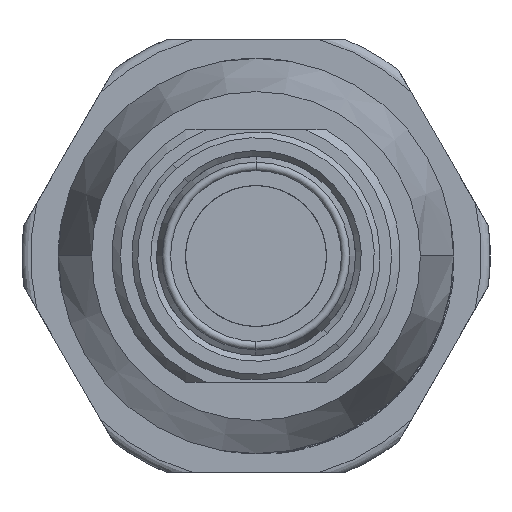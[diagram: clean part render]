
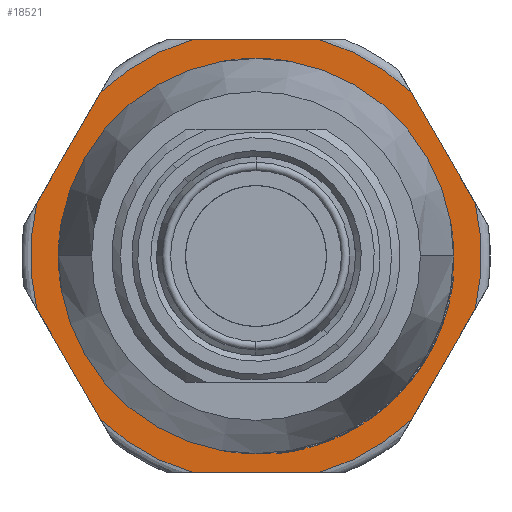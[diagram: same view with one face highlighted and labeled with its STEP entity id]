
A CAD part, left-side view. The second image highlights one B-rep face of the part: STEP entity #18521.
In plain terms, the highlighted planar face has unit normal (-1, 0, 0).
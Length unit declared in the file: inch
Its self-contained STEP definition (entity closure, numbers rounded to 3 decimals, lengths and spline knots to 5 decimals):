
#165 = LINE ( 'NONE', #15044, #7561 ) ;
#176 = CARTESIAN_POINT ( 'NONE',  ( 0.2997, 0., 0. ) ) ;
#385 = DIRECTION ( 'NONE',  ( 0., -0.5, 0.866 ) ) ;
#543 = DIRECTION ( 'NONE',  ( 0., -1., 0. ) ) ;
#565 = DIRECTION ( 'NONE',  ( 0., 0., 1. ) ) ;
#576 = AXIS2_PLACEMENT_3D ( 'NONE', #4322, #4451, #4258 ) ;
#780 = FACE_OUTER_BOUND ( 'NONE', #12568, .T. ) ;
#1017 = CARTESIAN_POINT ( 'NONE',  ( 0.2997, 0.38011, 0.09163 ) ) ;
#1184 = CARTESIAN_POINT ( 'NONE',  ( 0.2997, -0.3425, 0. ) ) ;
#1224 = CIRCLE ( 'NONE', #5289, 0.391 ) ;
#1275 = LINE ( 'NONE', #5521, #3359 ) ;
#1309 = VERTEX_POINT ( 'NONE', #8539 ) ;
#1539 = CARTESIAN_POINT ( 'NONE',  ( 0.2997, 0.32476, -0.1875 ) ) ;
#1608 = DIRECTION ( 'NONE',  ( 0., 0., 1. ) ) ;
#1705 = CARTESIAN_POINT ( 'NONE',  ( 0.2997, -0.11071, 0.375 ) ) ;
#2105 = EDGE_CURVE ( 'NONE', #4174, #2622, #17565, .T. ) ;
#2179 = DIRECTION ( 'NONE',  ( 1., 0., 0. ) ) ;
#2238 = CARTESIAN_POINT ( 'NONE',  ( 0.2997, 0.38011, -0.09163 ) ) ;
#2621 = LINE ( 'NONE', #1539, #3995 ) ;
#2622 = VERTEX_POINT ( 'NONE', #5095 ) ;
#2660 = PLANE ( 'NONE',  #13325 ) ;
#2703 = VERTEX_POINT ( 'NONE', #2238 ) ;
#3082 = CIRCLE ( 'NONE', #11402, 0.391 ) ;
#3088 = LINE ( 'NONE', #10090, #10944 ) ;
#3323 = EDGE_CURVE ( 'NONE', #2622, #7233, #3481, .T. ) ;
#3359 = VECTOR ( 'NONE', #11513, 39.37008 ) ;
#3448 = DIRECTION ( 'NONE',  ( -1., 0., 0. ) ) ;
#3481 = CIRCLE ( 'NONE', #10689, 0.391 ) ;
#3660 = CIRCLE ( 'NONE', #576, 0.391 ) ;
#3665 = VERTEX_POINT ( 'NONE', #3865 ) ;
#3865 = CARTESIAN_POINT ( 'NONE',  ( 0.2997, 0.3425, 0. ) ) ;
#3995 = VECTOR ( 'NONE', #5724, 39.37008 ) ;
#4103 = CARTESIAN_POINT ( 'NONE',  ( 0.2997, 0., 0. ) ) ;
#4174 = VERTEX_POINT ( 'NONE', #9960 ) ;
#4258 = DIRECTION ( 'NONE',  ( 0., 0., 1. ) ) ;
#4322 = CARTESIAN_POINT ( 'NONE',  ( 0.2997, 0., 0. ) ) ;
#4451 = DIRECTION ( 'NONE',  ( 1., 0., 0. ) ) ;
#4741 = VERTEX_POINT ( 'NONE', #8141 ) ;
#5095 = CARTESIAN_POINT ( 'NONE',  ( 0.2997, 0.11071, -0.375 ) ) ;
#5165 = VERTEX_POINT ( 'NONE', #10522 ) ;
#5289 = AXIS2_PLACEMENT_3D ( 'NONE', #17068, #14103, #12681 ) ;
#5521 = CARTESIAN_POINT ( 'NONE',  ( 0.2997, 0., 0.375 ) ) ;
#5545 = VERTEX_POINT ( 'NONE', #10501 ) ;
#5724 = DIRECTION ( 'NONE',  ( 0., 0.5, 0.866 ) ) ;
#6033 = ORIENTED_EDGE ( 'NONE', *, *, #3323, .F. ) ;
#6066 = VERTEX_POINT ( 'NONE', #15059 ) ;
#6165 = ORIENTED_EDGE ( 'NONE', *, *, #2105, .F. ) ;
#6195 = EDGE_CURVE ( 'NONE', #4741, #5545, #15253, .T. ) ;
#6300 = FACE_BOUND ( 'NONE', #7617, .T. ) ;
#6771 = CIRCLE ( 'NONE', #9984, 0.391 ) ;
#7017 = ORIENTED_EDGE ( 'NONE', *, *, #18433, .F. ) ;
#7204 = ORIENTED_EDGE ( 'NONE', *, *, #13501, .F. ) ;
#7233 = VERTEX_POINT ( 'NONE', #9124 ) ;
#7492 = CARTESIAN_POINT ( 'NONE',  ( 0.2997, 0., 0. ) ) ;
#7561 = VECTOR ( 'NONE', #385, 39.37008 ) ;
#7611 = VECTOR ( 'NONE', #12958, 39.37008 ) ;
#7616 = ORIENTED_EDGE ( 'NONE', *, *, #16232, .F. ) ;
#7617 = EDGE_LOOP ( 'NONE', ( #18377, #16128 ) ) ;
#7622 = EDGE_CURVE ( 'NONE', #3665, #18271, #18215, .T. ) ;
#7871 = VERTEX_POINT ( 'NONE', #1017 ) ;
#8141 = CARTESIAN_POINT ( 'NONE',  ( 0.2997, -0.26941, 0.28337 ) ) ;
#8266 = CIRCLE ( 'NONE', #12940, 0.3425 ) ;
#8472 = CARTESIAN_POINT ( 'NONE',  ( 0.2997, -0.23, 0. ) ) ;
#8539 = CARTESIAN_POINT ( 'NONE',  ( 0.2997, 0.11071, 0.375 ) ) ;
#8716 = DIRECTION ( 'NONE',  ( 1., 0., 0. ) ) ;
#9063 = EDGE_CURVE ( 'NONE', #6066, #1309, #3660, .T. ) ;
#9124 = CARTESIAN_POINT ( 'NONE',  ( 0.2997, 0.26941, -0.28337 ) ) ;
#9322 = CARTESIAN_POINT ( 'NONE',  ( 0.2997, 0., 0. ) ) ;
#9725 = ORIENTED_EDGE ( 'NONE', *, *, #19020, .F. ) ;
#9960 = CARTESIAN_POINT ( 'NONE',  ( 0.2997, -0.11071, -0.375 ) ) ;
#9984 = AXIS2_PLACEMENT_3D ( 'NONE', #4103, #14446, #16060 ) ;
#10090 = CARTESIAN_POINT ( 'NONE',  ( 0.2997, -0.32476, -0.1875 ) ) ;
#10176 = VECTOR ( 'NONE', #13197, 39.37008 ) ;
#10196 = AXIS2_PLACEMENT_3D ( 'NONE', #176, #10386, #10519 ) ;
#10291 = EDGE_CURVE ( 'NONE', #7871, #6066, #165, .T. ) ;
#10292 = DIRECTION ( 'NONE',  ( 0., 0.5, -0.866 ) ) ;
#10386 = DIRECTION ( 'NONE',  ( -1., 0., 0. ) ) ;
#10501 = CARTESIAN_POINT ( 'NONE',  ( 0.2997, -0.38011, 0.09163 ) ) ;
#10519 = DIRECTION ( 'NONE',  ( 0., -1., 0. ) ) ;
#10522 = CARTESIAN_POINT ( 'NONE',  ( 0.2997, -0.26941, -0.28337 ) ) ;
#10689 = AXIS2_PLACEMENT_3D ( 'NONE', #7492, #8716, #1608 ) ;
#10944 = VECTOR ( 'NONE', #10292, 39.37008 ) ;
#11055 = VERTEX_POINT ( 'NONE', #1705 ) ;
#11082 = EDGE_CURVE ( 'NONE', #18271, #3665, #8266, .T. ) ;
#11402 = AXIS2_PLACEMENT_3D ( 'NONE', #12740, #11481, #14345 ) ;
#11418 = DIRECTION ( 'NONE',  ( -1., 0., 0. ) ) ;
#11481 = DIRECTION ( 'NONE',  ( 1., 0., 0. ) ) ;
#11513 = DIRECTION ( 'NONE',  ( 0., -1., 0. ) ) ;
#12386 = CIRCLE ( 'NONE', #15813, 0.391 ) ;
#12547 = EDGE_CURVE ( 'NONE', #2703, #7871, #12386, .T. ) ;
#12568 = EDGE_LOOP ( 'NONE', ( #9725, #7204, #14358, #12864, #17336, #12700, #6033, #6165, #7017, #17260, #7616, #17760 ) ) ;
#12681 = DIRECTION ( 'NONE',  ( 0., 0., 1. ) ) ;
#12700 = ORIENTED_EDGE ( 'NONE', *, *, #18168, .F. ) ;
#12740 = CARTESIAN_POINT ( 'NONE',  ( 0.2997, 0., 0. ) ) ;
#12864 = ORIENTED_EDGE ( 'NONE', *, *, #10291, .F. ) ;
#12940 = AXIS2_PLACEMENT_3D ( 'NONE', #9322, #3448, #543 ) ;
#12958 = DIRECTION ( 'NONE',  ( 0., -0.5, -0.866 ) ) ;
#13197 = DIRECTION ( 'NONE',  ( 0., 1., 0. ) ) ;
#13325 = AXIS2_PLACEMENT_3D ( 'NONE', #8472, #11418, #17366 ) ;
#13501 = EDGE_CURVE ( 'NONE', #1309, #11055, #1275, .T. ) ;
#14103 = DIRECTION ( 'NONE',  ( 1., 0., 0. ) ) ;
#14345 = DIRECTION ( 'NONE',  ( 0., 0., 1. ) ) ;
#14358 = ORIENTED_EDGE ( 'NONE', *, *, #9063, .F. ) ;
#14446 = DIRECTION ( 'NONE',  ( 1., 0., 0. ) ) ;
#15044 = CARTESIAN_POINT ( 'NONE',  ( 0.2997, 0.32476, 0.1875 ) ) ;
#15059 = CARTESIAN_POINT ( 'NONE',  ( 0.2997, 0.26941, 0.28337 ) ) ;
#15253 = LINE ( 'NONE', #17351, #7611 ) ;
#15813 = AXIS2_PLACEMENT_3D ( 'NONE', #16764, #2179, #565 ) ;
#16060 = DIRECTION ( 'NONE',  ( 0., 0., 1. ) ) ;
#16128 = ORIENTED_EDGE ( 'NONE', *, *, #11082, .F. ) ;
#16232 = EDGE_CURVE ( 'NONE', #5545, #17644, #3082, .T. ) ;
#16764 = CARTESIAN_POINT ( 'NONE',  ( 0.2997, 0., 0. ) ) ;
#17068 = CARTESIAN_POINT ( 'NONE',  ( 0.2997, 0., 0. ) ) ;
#17260 = ORIENTED_EDGE ( 'NONE', *, *, #17692, .F. ) ;
#17336 = ORIENTED_EDGE ( 'NONE', *, *, #12547, .F. ) ;
#17351 = CARTESIAN_POINT ( 'NONE',  ( 0.2997, -0.32476, 0.1875 ) ) ;
#17366 = DIRECTION ( 'NONE',  ( 0., -1., 0. ) ) ;
#17565 = LINE ( 'NONE', #17775, #10176 ) ;
#17644 = VERTEX_POINT ( 'NONE', #18876 ) ;
#17692 = EDGE_CURVE ( 'NONE', #17644, #5165, #3088, .T. ) ;
#17760 = ORIENTED_EDGE ( 'NONE', *, *, #6195, .F. ) ;
#17775 = CARTESIAN_POINT ( 'NONE',  ( 0.2997, 0., -0.375 ) ) ;
#18168 = EDGE_CURVE ( 'NONE', #7233, #2703, #2621, .T. ) ;
#18215 = CIRCLE ( 'NONE', #10196, 0.3425 ) ;
#18271 = VERTEX_POINT ( 'NONE', #1184 ) ;
#18377 = ORIENTED_EDGE ( 'NONE', *, *, #7622, .F. ) ;
#18433 = EDGE_CURVE ( 'NONE', #5165, #4174, #1224, .T. ) ;
#18521 = ADVANCED_FACE ( 'NONE', ( #6300, #780 ), #2660, .T. ) ;
#18876 = CARTESIAN_POINT ( 'NONE',  ( 0.2997, -0.38011, -0.09163 ) ) ;
#19020 = EDGE_CURVE ( 'NONE', #11055, #4741, #6771, .T. ) ;
